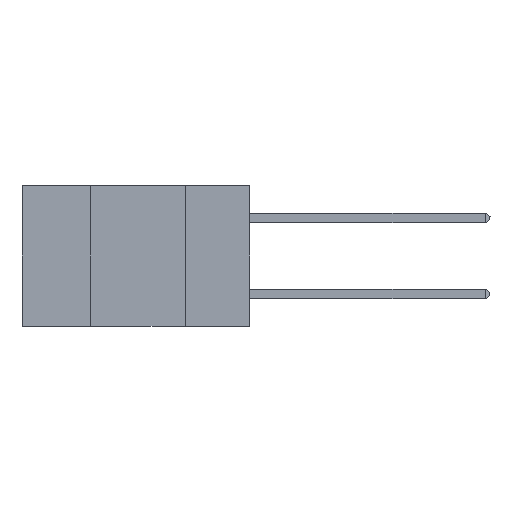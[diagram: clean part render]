
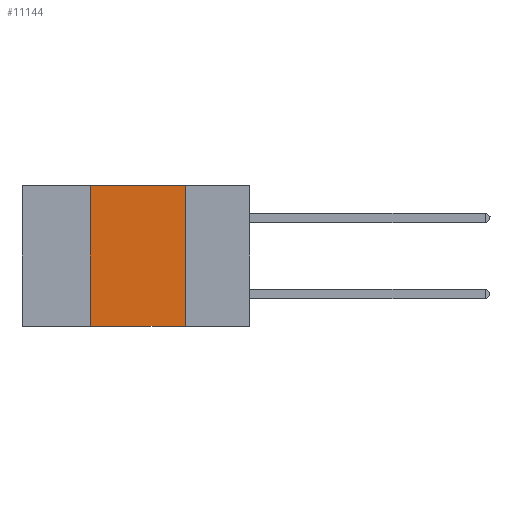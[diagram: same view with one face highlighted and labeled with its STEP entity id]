
A CAD part, left-side view. The second image highlights one B-rep face of the part: STEP entity #11144.
In plain terms, the highlighted planar face has unit normal (-1, 0, 0).
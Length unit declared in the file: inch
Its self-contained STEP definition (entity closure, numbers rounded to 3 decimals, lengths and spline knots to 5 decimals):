
#266 = LINE ( 'NONE', #8139, #7759 ) ;
#417 = EDGE_CURVE ( 'NONE', #9793, #3263, #266, .T. ) ;
#572 = CARTESIAN_POINT ( 'NONE',  ( 0., 0.6, 0. ) ) ;
#573 = EDGE_LOOP ( 'NONE', ( #1842, #9741, #10735, #6949 ) ) ;
#726 = PLANE ( 'NONE',  #10690 ) ;
#822 = EDGE_CURVE ( 'NONE', #9793, #12159, #4119, .T. ) ;
#1184 = EDGE_CURVE ( 'NONE', #8819, #3263, #8631, .T. ) ;
#1467 = VECTOR ( 'NONE', #7581, 39.37008 ) ;
#1842 = ORIENTED_EDGE ( 'NONE', *, *, #1184, .F. ) ;
#1857 = CARTESIAN_POINT ( 'NONE',  ( 0., 0.42, 0. ) ) ;
#3263 = VERTEX_POINT ( 'NONE', #12556 ) ;
#4119 = LINE ( 'NONE', #4894, #10201 ) ;
#4136 = DIRECTION ( 'NONE',  ( 0., -1., 0. ) ) ;
#4894 = CARTESIAN_POINT ( 'NONE',  ( 0., 0.42, 0. ) ) ;
#5629 = FACE_OUTER_BOUND ( 'NONE', #573, .T. ) ;
#6133 = DIRECTION ( 'NONE',  ( 0., 0., 1. ) ) ;
#6949 = ORIENTED_EDGE ( 'NONE', *, *, #417, .T. ) ;
#7504 = CARTESIAN_POINT ( 'NONE',  ( 0., 0.42, -0.37 ) ) ;
#7581 = DIRECTION ( 'NONE',  ( 0., -1., 0. ) ) ;
#7614 = CARTESIAN_POINT ( 'NONE',  ( 0., 0.6, 0. ) ) ;
#7649 = LINE ( 'NONE', #572, #1467 ) ;
#7759 = VECTOR ( 'NONE', #4136, 39.37008 ) ;
#8139 = CARTESIAN_POINT ( 'NONE',  ( 0., 0.6, -0.37 ) ) ;
#8507 = DIRECTION ( 'NONE',  ( 0., 0., -1. ) ) ;
#8631 = LINE ( 'NONE', #9891, #9069 ) ;
#8653 = DIRECTION ( 'NONE',  ( 0., 0., -1. ) ) ;
#8819 = VERTEX_POINT ( 'NONE', #12385 ) ;
#9069 = VECTOR ( 'NONE', #8507, 39.37008 ) ;
#9741 = ORIENTED_EDGE ( 'NONE', *, *, #11920, .F. ) ;
#9793 = VERTEX_POINT ( 'NONE', #7504 ) ;
#9891 = CARTESIAN_POINT ( 'NONE',  ( 0., 0.17, 0. ) ) ;
#10201 = VECTOR ( 'NONE', #6133, 39.37008 ) ;
#10690 = AXIS2_PLACEMENT_3D ( 'NONE', #7614, #11552, #8653 ) ;
#10735 = ORIENTED_EDGE ( 'NONE', *, *, #822, .F. ) ;
#11144 = ADVANCED_FACE ( 'NONE', ( #5629 ), #726, .F. ) ;
#11552 = DIRECTION ( 'NONE',  ( 1., 0., 0. ) ) ;
#11920 = EDGE_CURVE ( 'NONE', #12159, #8819, #7649, .T. ) ;
#12159 = VERTEX_POINT ( 'NONE', #1857 ) ;
#12385 = CARTESIAN_POINT ( 'NONE',  ( 0., 0.17, 0. ) ) ;
#12556 = CARTESIAN_POINT ( 'NONE',  ( 0., 0.17, -0.37 ) ) ;
